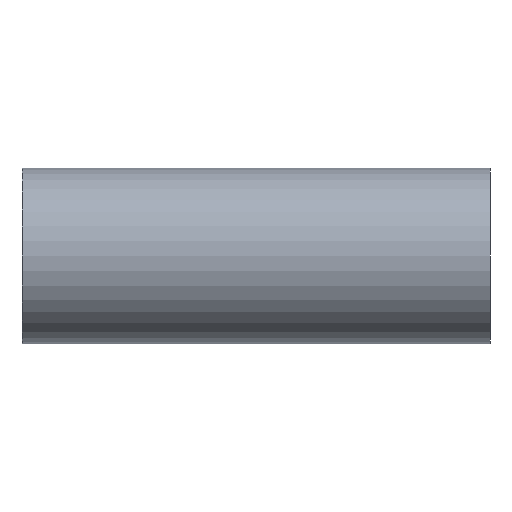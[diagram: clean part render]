
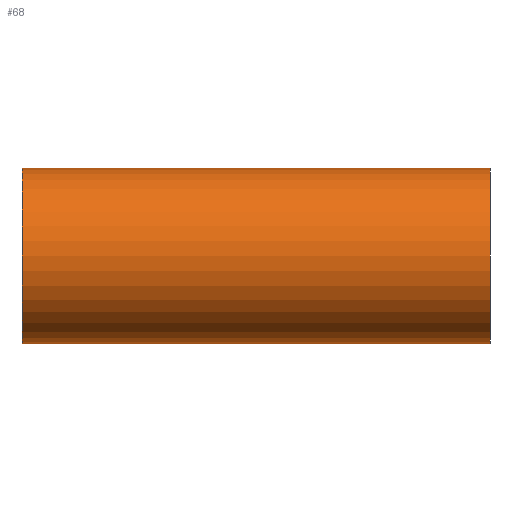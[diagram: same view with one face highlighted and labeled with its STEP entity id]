
A CAD part, left-side view. The second image highlights one B-rep face of the part: STEP entity #68.
In plain terms, the highlighted cylindrical face has radius 37.5 mm (diameter 75 mm), a partial arc.
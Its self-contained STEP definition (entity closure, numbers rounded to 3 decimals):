
#9 = VERTEX_POINT ( 'NONE', #54 ) ;
#15 = DIRECTION ( 'NONE',  ( 0., -1., 0. ) ) ;
#16 = CYLINDRICAL_SURFACE ( 'NONE', #56, 37.5 ) ;
#22 = VECTOR ( 'NONE', #15, 1000. ) ;
#27 = VERTEX_POINT ( 'NONE', #174 ) ;
#33 = DIRECTION ( 'NONE',  ( 0., -1., 0. ) ) ;
#35 = EDGE_CURVE ( 'NONE', #73, #27, #78, .T. ) ;
#44 = VERTEX_POINT ( 'NONE', #184 ) ;
#48 = LINE ( 'NONE', #147, #22 ) ;
#54 = CARTESIAN_POINT ( 'NONE',  ( 0., 200., 37.5 ) ) ;
#55 = AXIS2_PLACEMENT_3D ( 'NONE', #158, #143, #105 ) ;
#56 = AXIS2_PLACEMENT_3D ( 'NONE', #133, #180, #166 ) ;
#62 = FACE_OUTER_BOUND ( 'NONE', #128, .T. ) ;
#65 = EDGE_CURVE ( 'NONE', #44, #9, #123, .T. ) ;
#68 = ADVANCED_FACE ( 'NONE', ( #62 ), #16, .T. ) ;
#72 = EDGE_CURVE ( 'NONE', #9, #27, #187, .T. ) ;
#73 = VERTEX_POINT ( 'NONE', #108 ) ;
#78 = CIRCLE ( 'NONE', #55, 37.5 ) ;
#105 = DIRECTION ( 'NONE',  ( 0., 0., 1. ) ) ;
#108 = CARTESIAN_POINT ( 'NONE',  ( 0., 0., -37.5 ) ) ;
#111 = DIRECTION ( 'NONE',  ( 0., 1., 0. ) ) ;
#123 = CIRCLE ( 'NONE', #196, 37.5 ) ;
#128 = EDGE_LOOP ( 'NONE', ( #156, #168, #138, #153 ) ) ;
#133 = CARTESIAN_POINT ( 'NONE',  ( 0., 200., 0. ) ) ;
#138 = ORIENTED_EDGE ( 'NONE', *, *, #193, .T. ) ;
#139 = CARTESIAN_POINT ( 'NONE',  ( 0., 200., 0. ) ) ;
#143 = DIRECTION ( 'NONE',  ( 0., 1., 0. ) ) ;
#147 = CARTESIAN_POINT ( 'NONE',  ( 0., 200., -37.5 ) ) ;
#153 = ORIENTED_EDGE ( 'NONE', *, *, #35, .T. ) ;
#156 = ORIENTED_EDGE ( 'NONE', *, *, #72, .F. ) ;
#158 = CARTESIAN_POINT ( 'NONE',  ( 0., 0., 0. ) ) ;
#166 = DIRECTION ( 'NONE',  ( 0., 0., -1. ) ) ;
#168 = ORIENTED_EDGE ( 'NONE', *, *, #65, .F. ) ;
#169 = CARTESIAN_POINT ( 'NONE',  ( 0., 200., 37.5 ) ) ;
#174 = CARTESIAN_POINT ( 'NONE',  ( 0., 0., 37.5 ) ) ;
#180 = DIRECTION ( 'NONE',  ( 0., -1., 0. ) ) ;
#181 = VECTOR ( 'NONE', #33, 1000. ) ;
#184 = CARTESIAN_POINT ( 'NONE',  ( 0., 200., -37.5 ) ) ;
#187 = LINE ( 'NONE', #169, #181 ) ;
#193 = EDGE_CURVE ( 'NONE', #44, #73, #48, .T. ) ;
#196 = AXIS2_PLACEMENT_3D ( 'NONE', #139, #111, #198 ) ;
#198 = DIRECTION ( 'NONE',  ( 0., 0., 1. ) ) ;
